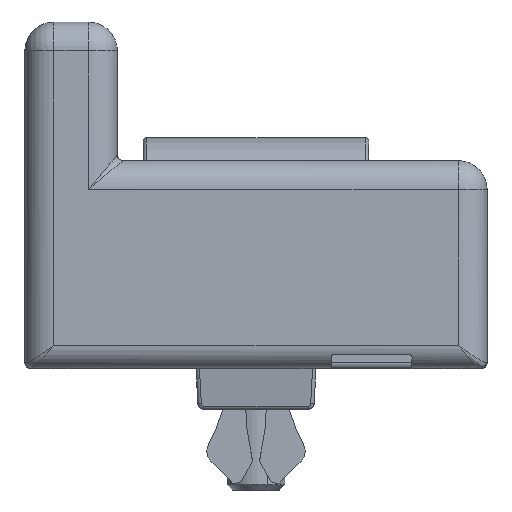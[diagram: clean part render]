
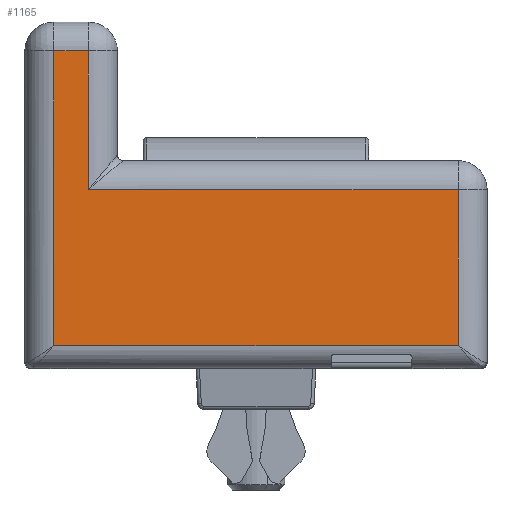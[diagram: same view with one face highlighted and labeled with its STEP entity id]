
A CAD part, left-side view. The second image highlights one B-rep face of the part: STEP entity #1165.
In plain terms, the highlighted face is planar.
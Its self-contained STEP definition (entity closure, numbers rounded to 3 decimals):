
#601 = VECTOR ( 'NONE', #11037, 1000. ) ;
#1165 = ADVANCED_FACE ( 'NONE', ( #2986 ), #23455, .F. ) ;
#1806 = CARTESIAN_POINT ( 'NONE',  ( 40., -14.5, 13.5 ) ) ;
#2302 = LINE ( 'NONE', #2475, #6920 ) ;
#2475 = CARTESIAN_POINT ( 'NONE',  ( 40., -14.5, 16. ) ) ;
#2628 = CARTESIAN_POINT ( 'NONE',  ( 40., 17.5, 13.5 ) ) ;
#2645 = CARTESIAN_POINT ( 'NONE',  ( 40., -20., 0. ) ) ;
#2664 = VERTEX_POINT ( 'NONE', #5278 ) ;
#2986 = FACE_OUTER_BOUND ( 'NONE', #7933, .T. ) ;
#3132 = CARTESIAN_POINT ( 'NONE',  ( 40., 17.5, 16. ) ) ;
#3967 = VECTOR ( 'NONE', #9314, 1000. ) ;
#4174 = ORIENTED_EDGE ( 'NONE', *, *, #24149, .T. ) ;
#4341 = EDGE_CURVE ( 'NONE', #10644, #13080, #16283, .T. ) ;
#4524 = ORIENTED_EDGE ( 'NONE', *, *, #15066, .T. ) ;
#4638 = DIRECTION ( 'NONE',  ( 0., 1., 0. ) ) ;
#5278 = CARTESIAN_POINT ( 'NONE',  ( 40., 17.5, 0. ) ) ;
#5534 = DIRECTION ( 'NONE',  ( 0., -1., 0. ) ) ;
#5780 = VECTOR ( 'NONE', #20451, 1000. ) ;
#5811 = LINE ( 'NONE', #3132, #601 ) ;
#5871 = ORIENTED_EDGE ( 'NONE', *, *, #4341, .T. ) ;
#6023 = AXIS2_PLACEMENT_3D ( 'NONE', #11647, #25438, #13619 ) ;
#6119 = ORIENTED_EDGE ( 'NONE', *, *, #20342, .T. ) ;
#6323 = VERTEX_POINT ( 'NONE', #2628 ) ;
#6920 = VECTOR ( 'NONE', #20181, 1000. ) ;
#7347 = CARTESIAN_POINT ( 'NONE',  ( 40., 20., 25.5 ) ) ;
#7933 = EDGE_LOOP ( 'NONE', ( #22032, #6119, #4524, #12792, #4174, #5871 ) ) ;
#9314 = DIRECTION ( 'NONE',  ( 0., -1., 0. ) ) ;
#10644 = VERTEX_POINT ( 'NONE', #24409 ) ;
#11037 = DIRECTION ( 'NONE',  ( 0., 0., 1. ) ) ;
#11647 = CARTESIAN_POINT ( 'NONE',  ( 40., 20., 16. ) ) ;
#12792 = ORIENTED_EDGE ( 'NONE', *, *, #14729, .T. ) ;
#13018 = VERTEX_POINT ( 'NONE', #1806 ) ;
#13080 = VERTEX_POINT ( 'NONE', #19863 ) ;
#13619 = DIRECTION ( 'NONE',  ( 0., -1., 0. ) ) ;
#13953 = VECTOR ( 'NONE', #4638, 1000. ) ;
#14145 = CARTESIAN_POINT ( 'NONE',  ( 40., -14.5, 25.5 ) ) ;
#14729 = EDGE_CURVE ( 'NONE', #13018, #17227, #2302, .T. ) ;
#15066 = EDGE_CURVE ( 'NONE', #6323, #13018, #25082, .T. ) ;
#16283 = LINE ( 'NONE', #18485, #5780 ) ;
#16823 = EDGE_CURVE ( 'NONE', #13080, #2664, #24460, .T. ) ;
#17227 = VERTEX_POINT ( 'NONE', #14145 ) ;
#18485 = CARTESIAN_POINT ( 'NONE',  ( 40., -17.5, 16. ) ) ;
#19654 = LINE ( 'NONE', #7347, #3967 ) ;
#19805 = VECTOR ( 'NONE', #5534, 1000. ) ;
#19863 = CARTESIAN_POINT ( 'NONE',  ( 40., -17.5, 0. ) ) ;
#20181 = DIRECTION ( 'NONE',  ( 0., 0., 1. ) ) ;
#20342 = EDGE_CURVE ( 'NONE', #2664, #6323, #5811, .T. ) ;
#20451 = DIRECTION ( 'NONE',  ( 0., 0., -1. ) ) ;
#22032 = ORIENTED_EDGE ( 'NONE', *, *, #16823, .T. ) ;
#23193 = CARTESIAN_POINT ( 'NONE',  ( 40., -12., 13.5 ) ) ;
#23455 = PLANE ( 'NONE',  #6023 ) ;
#24149 = EDGE_CURVE ( 'NONE', #17227, #10644, #19654, .T. ) ;
#24409 = CARTESIAN_POINT ( 'NONE',  ( 40., -17.5, 25.5 ) ) ;
#24460 = LINE ( 'NONE', #2645, #13953 ) ;
#25082 = LINE ( 'NONE', #23193, #19805 ) ;
#25438 = DIRECTION ( 'NONE',  ( -1., 0., 0. ) ) ;
